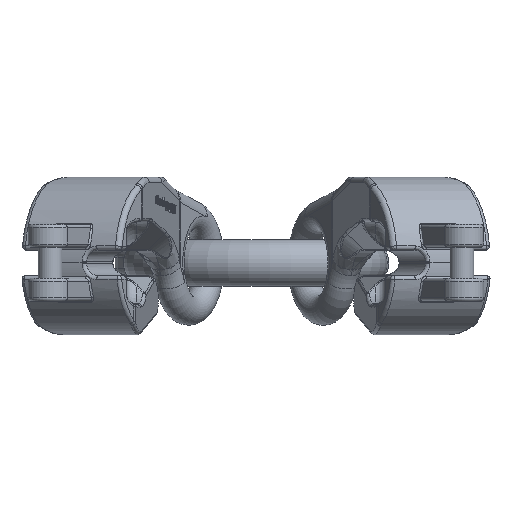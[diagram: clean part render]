
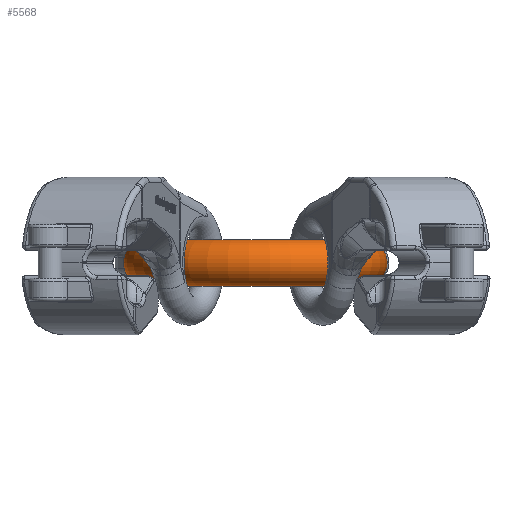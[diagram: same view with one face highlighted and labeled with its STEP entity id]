
A CAD part, front view. The second image highlights one B-rep face of the part: STEP entity #5568.
In plain terms, the highlighted toroidal (fillet/blend) face has major radius 63.5 mm and minor radius 13.5 mm.
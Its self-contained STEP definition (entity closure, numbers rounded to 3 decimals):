
#482=TOROIDAL_SURFACE('',#16671,63.5,13.5);
#5568=ADVANCED_FACE('',(#5835,#5836),#482,.T.);
#5835=FACE_BOUND('',#6797,.T.);
#5836=FACE_BOUND('',#6798,.T.);
#6797=EDGE_LOOP('',(#11245));
#6798=EDGE_LOOP('',(#11246));
#11245=ORIENTED_EDGE('',*,*,#14929,.F.);
#11246=ORIENTED_EDGE('',*,*,#14928,.T.);
#12694=VERTEX_POINT('',#33580);
#12695=VERTEX_POINT('',#33583);
#14928=EDGE_CURVE('',#12694,#12694,#15434,.T.);
#14929=EDGE_CURVE('',#12695,#12695,#15435,.T.);
#15434=CIRCLE('',#16662,13.5);
#15435=CIRCLE('',#16664,13.5);
#16662=AXIS2_PLACEMENT_3D('',#33579,#20121,#20122);
#16664=AXIS2_PLACEMENT_3D('',#33582,#20125,#20126);
#16671=AXIS2_PLACEMENT_3D('',#33593,#20139,#20140);
#20121=DIRECTION('',(0.,-1.,0.));
#20122=DIRECTION('',(1.,0.,0.));
#20125=DIRECTION('',(0.,1.,0.));
#20126=DIRECTION('',(-1.,0.,0.));
#20139=DIRECTION('',(0.,0.,-1.));
#20140=DIRECTION('',(-1.,0.,0.));
#33579=CARTESIAN_POINT('',(-63.5,-40.,0.));
#33580=CARTESIAN_POINT('',(-50.,-40.,0.));
#33582=CARTESIAN_POINT('',(63.5,-40.,0.));
#33583=CARTESIAN_POINT('',(50.,-40.,0.));
#33593=CARTESIAN_POINT('',(0.,-40.,0.));
